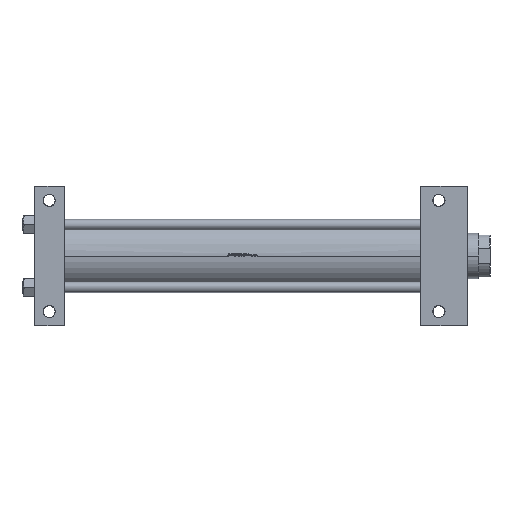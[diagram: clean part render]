
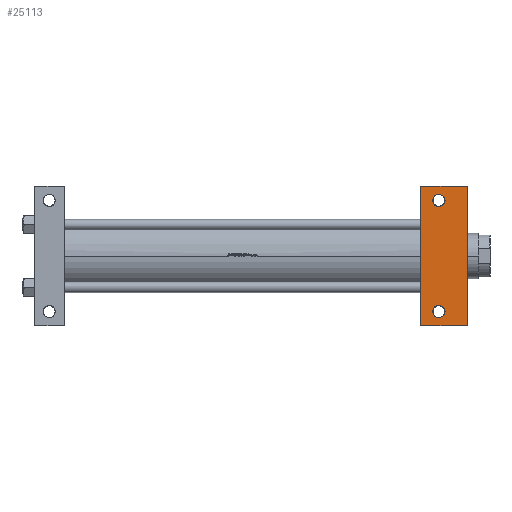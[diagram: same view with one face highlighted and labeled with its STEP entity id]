
A CAD part, front view. The second image highlights one B-rep face of the part: STEP entity #25113.
In plain terms, the highlighted face is planar.
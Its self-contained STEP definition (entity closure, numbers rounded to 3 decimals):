
#567 = ORIENTED_EDGE ( 'NONE', *, *, #28466, .T. ) ;
#882 = CARTESIAN_POINT ( 'NONE',  ( 668., 108., -65. ) ) ;
#2356 = DIRECTION ( 'NONE',  ( 0., 0., 1. ) ) ;
#4717 = AXIS2_PLACEMENT_3D ( 'NONE', #47300, #19465, #35668 ) ;
#4972 = CARTESIAN_POINT ( 'NONE',  ( 614.501, 86., -65. ) ) ;
#5193 = ORIENTED_EDGE ( 'NONE', *, *, #46204, .F. ) ;
#5564 = DIRECTION ( 'NONE',  ( 0., 0., -1. ) ) ;
#5568 = VECTOR ( 'NONE', #16791, 1000. ) ;
#6065 = PLANE ( 'NONE',  #12266 ) ;
#6262 = CIRCLE ( 'NONE', #34599, 9.499 ) ;
#6367 = CIRCLE ( 'NONE', #4717, 9.499 ) ;
#9311 = EDGE_LOOP ( 'NONE', ( #5193, #33165, #28719, #567 ) ) ;
#9426 = CARTESIAN_POINT ( 'NONE',  ( 624., 86., -65. ) ) ;
#12266 = AXIS2_PLACEMENT_3D ( 'NONE', #25597, #5564, #13689 ) ;
#13305 = VERTEX_POINT ( 'NONE', #17598 ) ;
#13689 = DIRECTION ( 'NONE',  ( 0., 1., 0. ) ) ;
#14044 = EDGE_CURVE ( 'NONE', #13305, #27426, #37222, .T. ) ;
#14238 = CARTESIAN_POINT ( 'NONE',  ( 668., 65., -65. ) ) ;
#14350 = CARTESIAN_POINT ( 'NONE',  ( 614.501, -86., -65. ) ) ;
#14618 = CARTESIAN_POINT ( 'NONE',  ( 596., 108., -65. ) ) ;
#15198 = VECTOR ( 'NONE', #18541, 1000. ) ;
#15344 = AXIS2_PLACEMENT_3D ( 'NONE', #23268, #18463, #46062 ) ;
#15868 = VERTEX_POINT ( 'NONE', #17737 ) ;
#16791 = DIRECTION ( 'NONE',  ( 0., -1., 0. ) ) ;
#17598 = CARTESIAN_POINT ( 'NONE',  ( 633.499, 86., -65. ) ) ;
#17737 = CARTESIAN_POINT ( 'NONE',  ( 596., -108., -65. ) ) ;
#17755 = VECTOR ( 'NONE', #23232, 1000. ) ;
#18463 = DIRECTION ( 'NONE',  ( 0., 0., 1. ) ) ;
#18541 = DIRECTION ( 'NONE',  ( 0., -1., 0. ) ) ;
#19087 = EDGE_CURVE ( 'NONE', #20760, #33205, #35748, .T. ) ;
#19465 = DIRECTION ( 'NONE',  ( 0., 0., 1. ) ) ;
#20172 = ORIENTED_EDGE ( 'NONE', *, *, #43281, .T. ) ;
#20760 = VERTEX_POINT ( 'NONE', #41882 ) ;
#22884 = CARTESIAN_POINT ( 'NONE',  ( 596., 108., -65. ) ) ;
#23232 = DIRECTION ( 'NONE',  ( 1., 0., 0. ) ) ;
#23268 = CARTESIAN_POINT ( 'NONE',  ( 624., 86., -65. ) ) ;
#23635 = AXIS2_PLACEMENT_3D ( 'NONE', #37096, #2356, #48735 ) ;
#24643 = DIRECTION ( 'NONE',  ( 0., 1., 0. ) ) ;
#25113 = ADVANCED_FACE ( 'NONE', ( #40801, #25847, #49146 ), #6065, .T. ) ;
#25246 = ORIENTED_EDGE ( 'NONE', *, *, #14044, .T. ) ;
#25597 = CARTESIAN_POINT ( 'NONE',  ( 668., 65., -65. ) ) ;
#25847 = FACE_BOUND ( 'NONE', #38408, .T. ) ;
#26844 = VERTEX_POINT ( 'NONE', #22884 ) ;
#26966 = VECTOR ( 'NONE', #38402, 1000. ) ;
#27013 = LINE ( 'NONE', #14618, #17755 ) ;
#27426 = VERTEX_POINT ( 'NONE', #4972 ) ;
#28466 = EDGE_CURVE ( 'NONE', #34628, #15868, #46258, .T. ) ;
#28719 = ORIENTED_EDGE ( 'NONE', *, *, #43434, .T. ) ;
#31301 = CARTESIAN_POINT ( 'NONE',  ( 596., -108., -65. ) ) ;
#33165 = ORIENTED_EDGE ( 'NONE', *, *, #47053, .T. ) ;
#33205 = VERTEX_POINT ( 'NONE', #14350 ) ;
#33661 = EDGE_LOOP ( 'NONE', ( #20172, #25246 ) ) ;
#34599 = AXIS2_PLACEMENT_3D ( 'NONE', #9426, #47440, #24643 ) ;
#34628 = VERTEX_POINT ( 'NONE', #39298 ) ;
#35668 = DIRECTION ( 'NONE',  ( 0., 1., 0. ) ) ;
#35748 = CIRCLE ( 'NONE', #23635, 9.499 ) ;
#36045 = LINE ( 'NONE', #36300, #5568 ) ;
#36300 = CARTESIAN_POINT ( 'NONE',  ( 596., 65., -65. ) ) ;
#37096 = CARTESIAN_POINT ( 'NONE',  ( 624., -86., -65. ) ) ;
#37222 = CIRCLE ( 'NONE', #15344, 9.499 ) ;
#38402 = DIRECTION ( 'NONE',  ( -1., 0., 0. ) ) ;
#38408 = EDGE_LOOP ( 'NONE', ( #42696, #49598 ) ) ;
#39298 = CARTESIAN_POINT ( 'NONE',  ( 668., -108., -65. ) ) ;
#40801 = FACE_BOUND ( 'NONE', #33661, .T. ) ;
#41353 = LINE ( 'NONE', #14238, #15198 ) ;
#41882 = CARTESIAN_POINT ( 'NONE',  ( 633.499, -86., -65. ) ) ;
#42696 = ORIENTED_EDGE ( 'NONE', *, *, #45861, .T. ) ;
#43281 = EDGE_CURVE ( 'NONE', #27426, #13305, #6262, .T. ) ;
#43434 = EDGE_CURVE ( 'NONE', #43830, #34628, #41353, .T. ) ;
#43830 = VERTEX_POINT ( 'NONE', #882 ) ;
#45861 = EDGE_CURVE ( 'NONE', #33205, #20760, #6367, .T. ) ;
#46062 = DIRECTION ( 'NONE',  ( 0., 1., 0. ) ) ;
#46204 = EDGE_CURVE ( 'NONE', #26844, #15868, #36045, .T. ) ;
#46258 = LINE ( 'NONE', #31301, #26966 ) ;
#47053 = EDGE_CURVE ( 'NONE', #26844, #43830, #27013, .T. ) ;
#47300 = CARTESIAN_POINT ( 'NONE',  ( 624., -86., -65. ) ) ;
#47440 = DIRECTION ( 'NONE',  ( 0., 0., 1. ) ) ;
#48735 = DIRECTION ( 'NONE',  ( 0., 1., 0. ) ) ;
#49146 = FACE_OUTER_BOUND ( 'NONE', #9311, .T. ) ;
#49598 = ORIENTED_EDGE ( 'NONE', *, *, #19087, .T. ) ;
